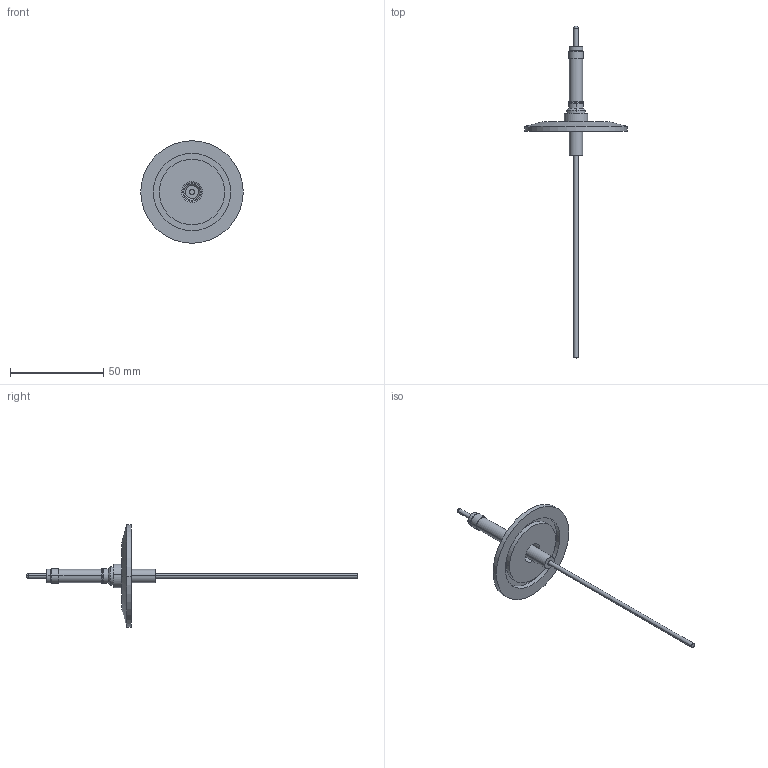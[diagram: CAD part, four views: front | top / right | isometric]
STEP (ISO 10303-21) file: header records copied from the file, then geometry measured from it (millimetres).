
FILE_DESCRIPTION (( 'STEP AP203' ), '1' );
FILE_NAME ('A5984-1-QF.STEP', '2013-06-18T11:07:33', ( '' ), ( '' ), 'SwSTEP 2.0', 'SolidWorks 2012', '' );
FILE_SCHEMA (( 'CONFIG_CONTROL_DESIGN' ));
Length unit declared in the file: inch
Products named in the file (1): A5984-1-QF
Bounding box: 54.86 x 177.8 x 54.86 mm (x, y, z)
Volume: 11775.5 mm3; surface area: 9786.5 mm2
Topology: 1 solids, 1 shells, 75 faces, 156 edges, 96 vertices
Faces by surface type: cylinder 36, cone 20, plane 15, torus 4
Entity records: 2097 total; most frequent: DIRECTION 408, CARTESIAN_POINT 328, ORIENTED_EDGE 312, AXIS2_PLACEMENT_3D 176, EDGE_CURVE 156, CIRCLE 100, VERTEX_POINT 96, EDGE_LOOP 88
